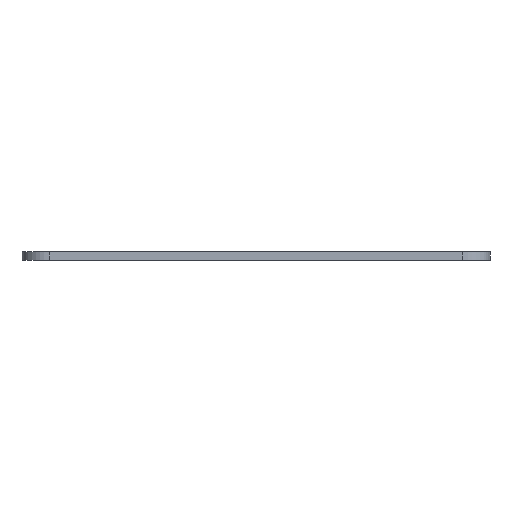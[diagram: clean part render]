
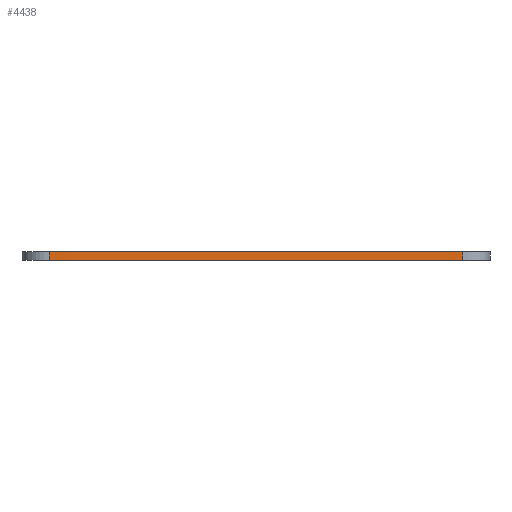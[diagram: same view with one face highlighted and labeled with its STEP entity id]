
A CAD part, left-side view. The second image highlights one B-rep face of the part: STEP entity #4438.
In plain terms, the highlighted planar face has unit normal (-1, 0, 0).
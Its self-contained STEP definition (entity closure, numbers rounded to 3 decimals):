
#692=FACE_OUTER_BOUND('',#947,.T.);
#947=EDGE_LOOP('',(#4039,#4040,#4041,#4042));
#1057=LINE('',#5699,#1435);
#1062=LINE('',#5711,#1440);
#1116=LINE('',#6362,#1494);
#1337=LINE('',#8526,#1715);
#1435=VECTOR('',#4939,10.);
#1440=VECTOR('',#4950,10.);
#1494=VECTOR('',#5022,10.);
#1715=VECTOR('',#5399,10.);
#1814=VERTEX_POINT('',#5696);
#1815=VERTEX_POINT('',#5698);
#1819=VERTEX_POINT('',#5710);
#1966=VERTEX_POINT('',#6358);
#2298=EDGE_CURVE('',#1814,#1815,#1057,.T.);
#2304=EDGE_CURVE('',#1815,#1819,#1062,.T.);
#2454=EDGE_CURVE('',#1819,#1966,#1116,.T.);
#2805=EDGE_CURVE('',#1966,#1814,#1337,.T.);
#4039=ORIENTED_EDGE('',*,*,#2298,.F.);
#4040=ORIENTED_EDGE('',*,*,#2805,.F.);
#4041=ORIENTED_EDGE('',*,*,#2454,.F.);
#4042=ORIENTED_EDGE('',*,*,#2304,.F.);
#4206=PLANE('',#4642);
#4438=ADVANCED_FACE('',(#692),#4206,.T.);
#4642=AXIS2_PLACEMENT_3D('',#8525,#5397,#5398);
#4939=DIRECTION('',(0.,0.,-1.));
#4950=DIRECTION('',(0.,1.,0.));
#5022=DIRECTION('',(0.,0.,1.));
#5397=DIRECTION('center_axis',(-1.,0.,0.));
#5398=DIRECTION('ref_axis',(0.,-1.,0.));
#5399=DIRECTION('',(0.,-1.,0.));
#5696=CARTESIAN_POINT('',(-13.675,-116.783,1.5));
#5698=CARTESIAN_POINT('',(-13.675,-116.783,0.));
#5699=CARTESIAN_POINT('',(-13.675,-116.783,0.));
#5710=CARTESIAN_POINT('',(-13.675,-40.783,0.));
#5711=CARTESIAN_POINT('',(-13.675,-121.783,0.));
#6358=CARTESIAN_POINT('',(-13.675,-40.783,1.5));
#6362=CARTESIAN_POINT('',(-13.675,-40.783,0.));
#8525=CARTESIAN_POINT('Origin',(-13.675,-35.783,0.));
#8526=CARTESIAN_POINT('',(-13.675,-121.783,1.5));
